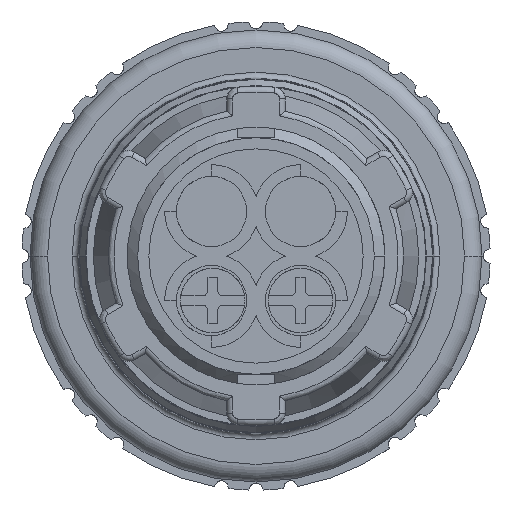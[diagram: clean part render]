
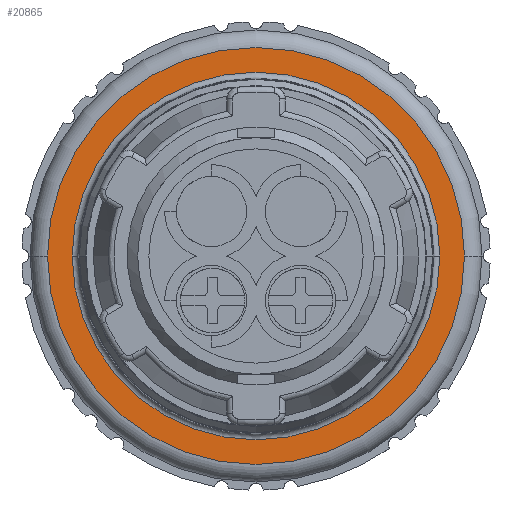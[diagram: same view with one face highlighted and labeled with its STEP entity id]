
A CAD part, front view. The second image highlights one B-rep face of the part: STEP entity #20865.
In plain terms, the highlighted planar face has unit normal (0, -1, 0).
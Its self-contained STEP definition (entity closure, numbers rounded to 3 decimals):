
#16972=CARTESIAN_POINT('',(0.,26.7,0.));
#16973=DIRECTION('',(0.,1.,0.));
#16974=DIRECTION('',(1.,0.,0.));
#16975=AXIS2_PLACEMENT_3D('',#16972,#16973,#16974);
#16988=CARTESIAN_POINT('',(0.,26.7,0.));
#16989=DIRECTION('',(0.,-1.,0.));
#16990=DIRECTION('',(1.,0.,0.));
#16991=AXIS2_PLACEMENT_3D('',#16988,#16989,#16990);
#17004=CARTESIAN_POINT('',(0.,26.7,0.));
#17005=DIRECTION('',(0.,1.,0.));
#17006=DIRECTION('',(1.,0.,0.));
#17007=AXIS2_PLACEMENT_3D('',#17004,#17005,#17006);
#17012=CARTESIAN_POINT('',(0.,26.7,0.));
#17013=DIRECTION('',(0.,-1.,0.));
#17014=DIRECTION('',(1.,0.,0.));
#17015=AXIS2_PLACEMENT_3D('',#17012,#17013,#17014);
#20093=CARTESIAN_POINT('',(15.695,26.7,0.));
#20094=VERTEX_POINT('',#20093);
#20095=CARTESIAN_POINT('',(17.8,26.7,0.));
#20097=VERTEX_POINT('',#20095);
#20109=CARTESIAN_POINT('',(-15.695,26.7,0.));
#20110=VERTEX_POINT('',#20109);
#20111=CARTESIAN_POINT('',(-17.8,26.7,0.));
#20113=VERTEX_POINT('',#20111);
#20850=CARTESIAN_POINT('',(0.,26.7,0.));
#20851=DIRECTION('',(0.,1.,0.));
#20852=DIRECTION('',(1.,0.,0.));
#20853=AXIS2_PLACEMENT_3D('',#20850,#20851,#20852);
#20854=PLANE('',#20853);
#20855=ORIENTED_EDGE('',*,*,#20836,.F.);
#20856=ORIENTED_EDGE('',*,*,#20818,.T.);
#20857=EDGE_LOOP('',(#20855,#20856));
#20858=FACE_OUTER_BOUND('',#20857,.F.);
#20860=ORIENTED_EDGE('',*,*,#20859,.F.);
#20862=ORIENTED_EDGE('',*,*,#20861,.T.);
#20863=EDGE_LOOP('',(#20860,#20862));
#20864=FACE_BOUND('',#20863,.F.);
#16976=CIRCLE('',#16975,17.8);
#16992=CIRCLE('',#16991,17.8);
#17008=CIRCLE('',#17007,15.695);
#17016=CIRCLE('',#17015,15.695);
#20818=EDGE_CURVE('',#20097,#20113,#16976,.T.);
#20836=EDGE_CURVE('',#20097,#20113,#16992,.T.);
#20859=EDGE_CURVE('',#20094,#20110,#17008,.T.);
#20861=EDGE_CURVE('',#20094,#20110,#17016,.T.);
#20865=ADVANCED_FACE('',(#20858,#20864),#20854,.F.);
